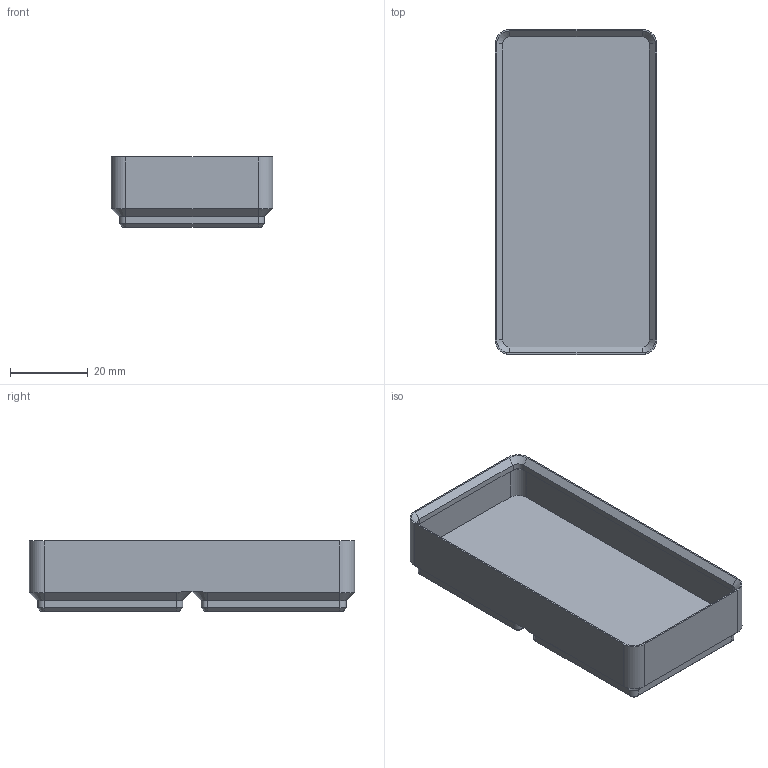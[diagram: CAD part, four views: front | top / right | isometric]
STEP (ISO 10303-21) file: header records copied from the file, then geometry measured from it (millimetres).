
FILE_DESCRIPTION(/* description */ (''),/* implementation_level */ '2;1');
FILE_NAME(/* name */ 'GF_LITE_Magnet_2x1x2.step',/* time_stamp */ '2023-01-03T17:42:29Z',/* author */ (''),/* organization */ (''),/* preprocessor_version */ 'ST-DEVELOPER v19.2',/* originating_system */ 'Autodesk Translation Framework v11.17.0.187',/* authorisation */ '');
FILE_SCHEMA (('AUTOMOTIVE_DESIGN { 1 0 10303 214 3 1 1 }'));
Length unit declared in the file: millimetre
Products named in the file (1): Block_Base
Bounding box: 41.5 x 83.5 x 18 mm (x, y, z)
Volume: 19550.5 mm3; surface area: 14688.5 mm2
Topology: 1 solids, 1 shells, 214 faces, 501 edges, 298 vertices
Faces by surface type: plane 154, cylinder 36, cone 24
Full cylindrical faces by diameter (mm): 3 x8, 6.5 x8
Entity records: 6014 total; most frequent: DIRECTION 1071, CARTESIAN_POINT 1022, ORIENTED_EDGE 1002, EDGE_CURVE 501, AXIS2_PLACEMENT_3D 359, LINE 353, VECTOR 353, VERTEX_POINT 298
